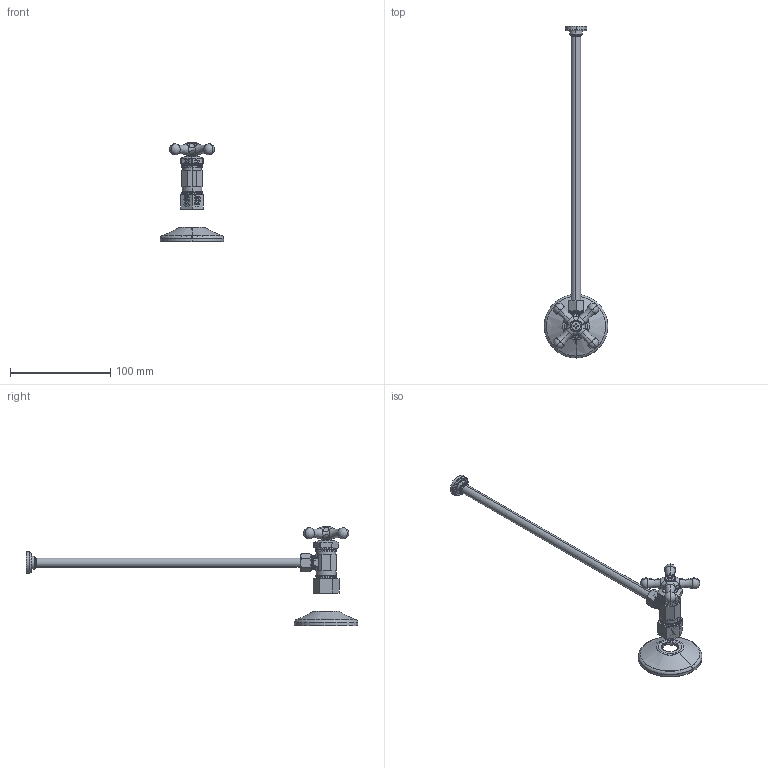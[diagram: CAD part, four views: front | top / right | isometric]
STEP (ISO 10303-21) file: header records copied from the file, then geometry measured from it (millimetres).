
FILE_DESCRIPTION((''),'2;1');
FILE_NAME('495X','2021-06-17T17:29:20',('NSantos'),(''),'CREO PARAMETRIC BY PTC INC, 2018500','CREO PARAMETRIC BY PTC INC, 2018500','');
FILE_SCHEMA(('CONFIG_CONTROL_DESIGN'));
Length unit declared in the file: inch
Products named in the file (1): 495X
Bounding box: 63.5 x 331.6 x 98.92 mm (x, y, z)
Volume: 21542.5 mm3; surface area: 64770.1 mm2
Topology: 5 solids, 17 shells, 743 faces, 2078 edges, 1371 vertices
Faces by surface type: cylinder 256, plane 189, bspline 174, cone 65, torus 40, sphere 18, extrusion 1
Entity records: 42554 total; most frequent: CARTESIAN_POINT 25254, ORIENTED_EDGE 4016, DIRECTION 2915, EDGE_CURVE 2060, VERTEX_POINT 1371, AXIS2_PLACEMENT_3D 1131, B_SPLINE_CURVE_WITH_KNOTS 847, EDGE_LOOP 798
